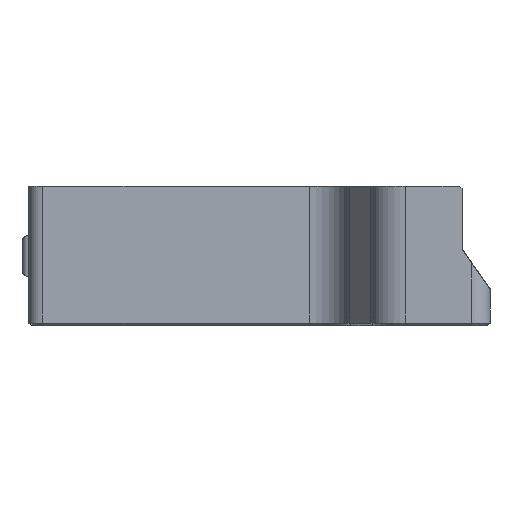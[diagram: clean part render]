
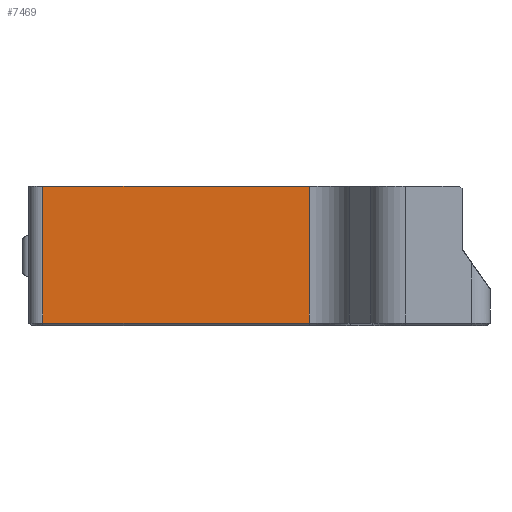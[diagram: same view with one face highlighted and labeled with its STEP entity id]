
A CAD part, left-side view. The second image highlights one B-rep face of the part: STEP entity #7469.
In plain terms, the highlighted planar face has unit normal (-1, 0, 0).
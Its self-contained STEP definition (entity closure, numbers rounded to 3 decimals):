
#684=FACE_OUTER_BOUND('',#1113,.T.);
#1113=EDGE_LOOP('',(#6223,#6224,#6225,#6226));
#1257=LINE('',#10396,#2100);
#1507=LINE('',#11075,#2350);
#1851=LINE('',#11916,#2694);
#1852=LINE('',#11918,#2695);
#2100=VECTOR('',#8269,10.);
#2350=VECTOR('',#8827,10.);
#2694=VECTOR('',#9719,10.);
#2695=VECTOR('',#9722,10.);
#2942=VERTEX_POINT('',#10388);
#2944=VERTEX_POINT('',#10394);
#3218=VERTEX_POINT('',#11072);
#3219=VERTEX_POINT('',#11074);
#3655=EDGE_CURVE('',#2944,#2942,#1257,.T.);
#3997=EDGE_CURVE('',#3218,#3219,#1507,.T.);
#4414=EDGE_CURVE('',#2942,#3218,#1851,.T.);
#4415=EDGE_CURVE('',#2944,#3219,#1852,.T.);
#6223=ORIENTED_EDGE('',*,*,#3655,.F.);
#6224=ORIENTED_EDGE('',*,*,#4415,.T.);
#6225=ORIENTED_EDGE('',*,*,#3997,.F.);
#6226=ORIENTED_EDGE('',*,*,#4414,.F.);
#7122=PLANE('',#8044);
#7469=ADVANCED_FACE('',(#684),#7122,.T.);
#8044=AXIS2_PLACEMENT_3D('',#11917,#9720,#9721);
#8269=DIRECTION('',(0.,1.,0.));
#8827=DIRECTION('',(0.,-1.,0.));
#9719=DIRECTION('',(0.,0.,1.));
#9720=DIRECTION('center_axis',(-1.,0.,0.));
#9721=DIRECTION('ref_axis',(0.,1.,0.));
#9722=DIRECTION('',(0.,0.,1.));
#10388=CARTESIAN_POINT('',(-187.4,30.5,-9.6));
#10394=CARTESIAN_POINT('',(-187.4,-7.602,-9.6));
#10396=CARTESIAN_POINT('',(-187.4,14.106,-9.6));
#11072=CARTESIAN_POINT('',(-187.4,30.5,10.));
#11074=CARTESIAN_POINT('',(-187.4,-7.602,10.));
#11075=CARTESIAN_POINT('',(-187.4,15.25,10.));
#11916=CARTESIAN_POINT('',(-187.4,30.5,8.));
#11917=CARTESIAN_POINT('Origin',(-187.4,30.5,-11.));
#11918=CARTESIAN_POINT('',(-187.4,-7.602,8.));
